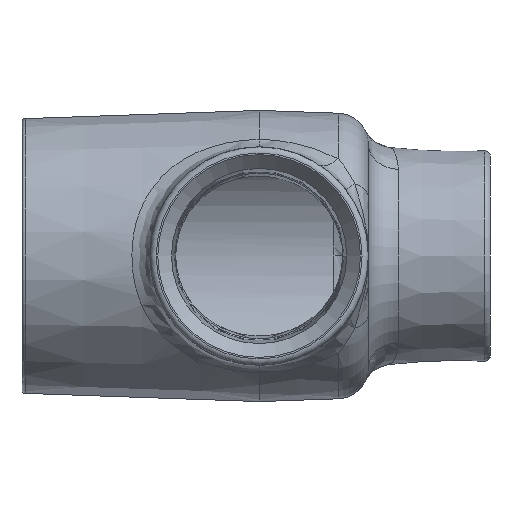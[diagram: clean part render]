
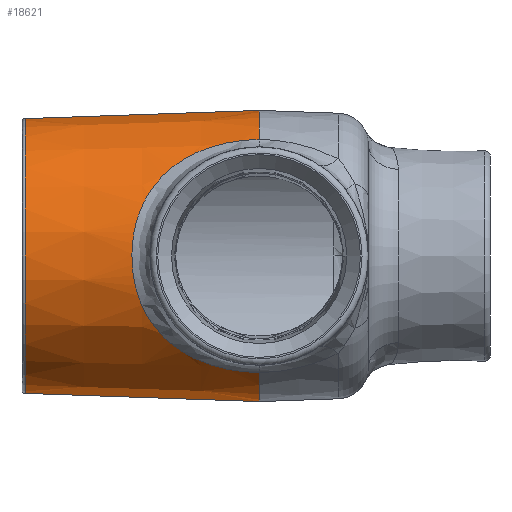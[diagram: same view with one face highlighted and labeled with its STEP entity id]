
A CAD part, left-side view. The second image highlights one B-rep face of the part: STEP entity #18621.
In plain terms, the highlighted conical face has half-angle 2 degrees and reference radius 34.925 mm.
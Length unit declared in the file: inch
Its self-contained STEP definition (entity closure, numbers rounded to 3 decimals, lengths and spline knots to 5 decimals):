
#1558=B_SPLINE_CURVE_WITH_KNOTS('',3,(#51229,#51230,#51231,#51232,#51233,
#51234,#51235,#51236,#51237,#51238,#51239,#51240,#51241,#51242,#51243,#51244,
#51245,#51246,#51247,#51248,#51249,#51250,#51251),.UNSPECIFIED.,.F.,.F.,
(4,1,1,1,1,1,1,1,1,1,1,1,1,1,1,1,1,1,1,1,4),(-11.29617,-10.95791,
-10.84008,-10.36877,-9.89746,-9.42616,
-8.95485,-8.48354,-7.54092,-6.59831,
-5.65569,-4.71308,-3.77046,-2.82785,
-2.35654,-1.88523,-1.41392,-0.94262,
-0.47131,-0.35348,-0.01522),
 .UNSPECIFIED.);
#3005=FACE_OUTER_BOUND('',#4109,.T.);
#4109=EDGE_LOOP('',(#16527,#16528,#16529,#16530,#16531,#16532,#16533,#16534));
#5340=LINE('',#51310,#6741);
#5341=LINE('',#51364,#6742);
#6741=VECTOR('',#22085,0.3937);
#6742=VECTOR('',#22098,0.3937);
#7384=CIRCLE('',#19531,1.37605);
#7392=CIRCLE('',#19544,1.45795);
#7393=CIRCLE('',#19546,1.45795);
#7394=CIRCLE('',#19547,1.45795);
#7395=CIRCLE('',#19548,1.45795);
#8885=VERTEX_POINT('',#51037);
#8886=VERTEX_POINT('',#51041);
#8890=VERTEX_POINT('',#51227);
#8891=VERTEX_POINT('',#51228);
#8897=VERTEX_POINT('',#51308);
#8898=VERTEX_POINT('',#51341);
#8901=VERTEX_POINT('',#51360);
#8902=VERTEX_POINT('',#51362);
#11486=EDGE_CURVE('',#8885,#8886,#7384,.T.);
#11491=EDGE_CURVE('',#8890,#8891,#1558,.T.);
#11502=EDGE_CURVE('',#8885,#8897,#5340,.T.);
#11506=EDGE_CURVE('',#8891,#8898,#7392,.T.);
#11507=EDGE_CURVE('',#8898,#8897,#7393,.T.);
#11508=EDGE_CURVE('',#8901,#8890,#7394,.T.);
#11509=EDGE_CURVE('',#8902,#8901,#7395,.T.);
#11510=EDGE_CURVE('',#8886,#8902,#5341,.T.);
#16527=ORIENTED_EDGE('',*,*,#11486,.F.);
#16528=ORIENTED_EDGE('',*,*,#11502,.T.);
#16529=ORIENTED_EDGE('',*,*,#11507,.F.);
#16530=ORIENTED_EDGE('',*,*,#11506,.F.);
#16531=ORIENTED_EDGE('',*,*,#11491,.F.);
#16532=ORIENTED_EDGE('',*,*,#11508,.F.);
#16533=ORIENTED_EDGE('',*,*,#11509,.F.);
#16534=ORIENTED_EDGE('',*,*,#11510,.F.);
#17801=CONICAL_SURFACE('',#19545,1.375,0.035);
#18621=ADVANCED_FACE('',(#3005),#17801,.T.);
#19531=AXIS2_PLACEMENT_3D('',#51043,#22056,#22057);
#19544=AXIS2_PLACEMENT_3D('',#51357,#22088,#22089);
#19545=AXIS2_PLACEMENT_3D('',#51358,#22090,#22091);
#19546=AXIS2_PLACEMENT_3D('',#51359,#22092,#22093);
#19547=AXIS2_PLACEMENT_3D('',#51361,#22094,#22095);
#19548=AXIS2_PLACEMENT_3D('',#51363,#22096,#22097);
#22056=DIRECTION('center_axis',(0.,1.,0.));
#22057=DIRECTION('ref_axis',(-1.,0.,0.));
#22085=DIRECTION('',(0.,-0.999,-0.035));
#22088=DIRECTION('center_axis',(0.,-1.,0.));
#22089=DIRECTION('ref_axis',(0.,0.,-1.));
#22090=DIRECTION('center_axis',(0.,-1.,0.));
#22091=DIRECTION('ref_axis',(0.,0.,-1.));
#22092=DIRECTION('center_axis',(0.,-1.,0.));
#22093=DIRECTION('ref_axis',(0.,0.,-1.));
#22094=DIRECTION('center_axis',(0.,-1.,0.));
#22095=DIRECTION('ref_axis',(0.,0.,-1.));
#22096=DIRECTION('center_axis',(0.,-1.,0.));
#22097=DIRECTION('ref_axis',(0.,0.,-1.));
#22098=DIRECTION('',(0.,-0.999,0.035));
#51037=CARTESIAN_POINT('',(-3.78125,2.34509,-1.37605));
#51041=CARTESIAN_POINT('',(-3.78125,2.34509,1.37605));
#51043=CARTESIAN_POINT('Origin',(-3.78125,2.34509,0.));
#51227=CARTESIAN_POINT('',(-4.65361,0.,1.16816));
#51228=CARTESIAN_POINT('',(-4.65361,0.,-1.16816));
#51229=CARTESIAN_POINT('Ctrl Pts',(-4.65361,0.,
1.16816));
#51230=CARTESIAN_POINT('Ctrl Pts',(-4.65177,0.04505,
1.16757));
#51231=CARTESIAN_POINT('Ctrl Pts',(-4.65245,0.10508,
1.16447));
#51232=CARTESIAN_POINT('Ctrl Pts',(-4.66227,0.22641,
1.15173));
#51233=CARTESIAN_POINT('Ctrl Pts',(-4.68457,0.35803,
1.12887));
#51234=CARTESIAN_POINT('Ctrl Pts',(-4.7339,0.52487,
1.08031));
#51235=CARTESIAN_POINT('Ctrl Pts',(-4.79522,0.67539,
1.01604));
#51236=CARTESIAN_POINT('Ctrl Pts',(-4.86212,0.80852,
0.93798));
#51237=CARTESIAN_POINT('Ctrl Pts',(-4.95587,0.96861,0.81236));
#51238=CARTESIAN_POINT('Ctrl Pts',(-5.06862,1.12755,0.61871));
#51239=CARTESIAN_POINT('Ctrl Pts',(-5.16958,1.24794,0.32805));
#51240=CARTESIAN_POINT('Ctrl Pts',(-5.20731,1.28767,0.));
#51241=CARTESIAN_POINT('Ctrl Pts',(-5.16958,1.24794,-0.32805));
#51242=CARTESIAN_POINT('Ctrl Pts',(-5.06862,1.12755,-0.61871));
#51243=CARTESIAN_POINT('Ctrl Pts',(-4.95587,0.96861,
-0.81236));
#51244=CARTESIAN_POINT('Ctrl Pts',(-4.86212,0.80852,
-0.93798));
#51245=CARTESIAN_POINT('Ctrl Pts',(-4.79522,0.67539,
-1.01604));
#51246=CARTESIAN_POINT('Ctrl Pts',(-4.7339,0.52487,
-1.08031));
#51247=CARTESIAN_POINT('Ctrl Pts',(-4.68457,0.35803,-1.12887));
#51248=CARTESIAN_POINT('Ctrl Pts',(-4.66227,0.22641,
-1.15173));
#51249=CARTESIAN_POINT('Ctrl Pts',(-4.65245,0.10508,
-1.16447));
#51250=CARTESIAN_POINT('Ctrl Pts',(-4.65177,0.04505,
-1.16757));
#51251=CARTESIAN_POINT('Ctrl Pts',(-4.65361,0.,
-1.16816));
#51308=CARTESIAN_POINT('',(-3.78125,0.,-1.45795));
#51310=CARTESIAN_POINT('',(-3.78125,2.37525,-1.375));
#51341=CARTESIAN_POINT('',(-4.65361,0.,-1.16816));
#51357=CARTESIAN_POINT('Origin',(-3.78125,0.,0.));
#51358=CARTESIAN_POINT('Origin',(-3.78125,2.37525,0.));
#51359=CARTESIAN_POINT('Origin',(-3.78125,0.,0.));
#51360=CARTESIAN_POINT('',(-4.65361,0.,1.16816));
#51361=CARTESIAN_POINT('Origin',(-3.78125,0.,0.));
#51362=CARTESIAN_POINT('',(-3.78125,0.,1.45795));
#51363=CARTESIAN_POINT('Origin',(-3.78125,0.,0.));
#51364=CARTESIAN_POINT('',(-3.78125,2.37525,1.375));
